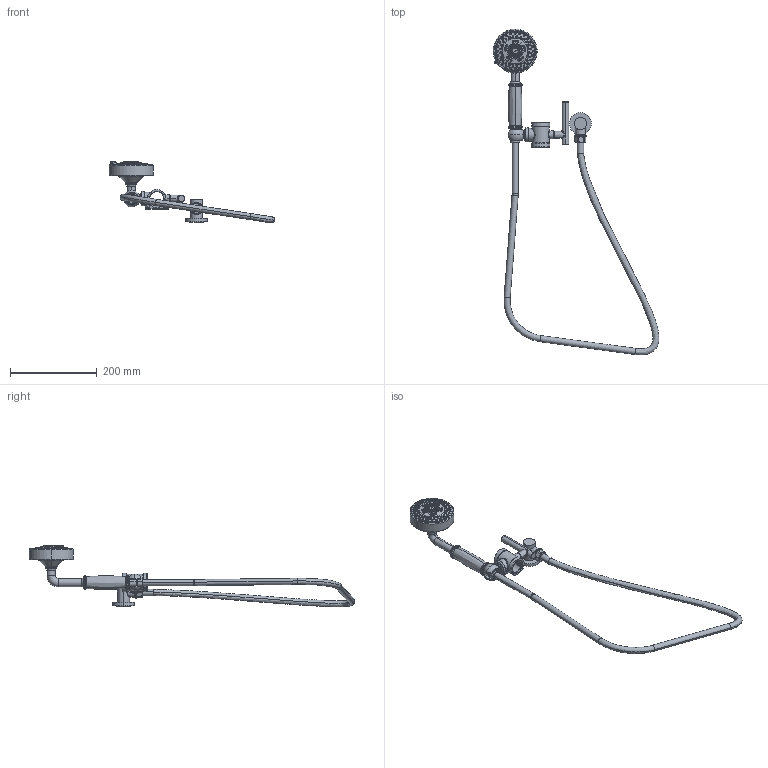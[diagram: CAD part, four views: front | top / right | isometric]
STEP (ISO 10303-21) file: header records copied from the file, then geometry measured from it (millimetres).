
FILE_DESCRIPTION((''),'2;1');
FILE_NAME('990-0443','2020-12-10T15:04:10',('jinson.thomas'),(''),'CREO PARAMETRIC BY PTC INC, 2018400','CREO PARAMETRIC BY PTC INC, 2018400','');
FILE_SCHEMA(('CONFIG_CONTROL_DESIGN'));
Length unit declared in the file: inch
Products named in the file (1): 990-0443
Bounding box: 382.55 x 751.97 x 142.6 mm (x, y, z)
Volume: 711881 mm3; surface area: 155386.4 mm2
Topology: 1 solids, 1 shells, 1372 faces, 2919 edges, 1715 vertices
Faces by surface type: torus 408, cylinder 312, cone 303, plane 184, sphere 86, bspline 79
Entity records: 52751 total; most frequent: CARTESIAN_POINT 23319, DIRECTION 6563, ORIENTED_EDGE 5824, EDGE_CURVE 2912, AXIS2_PLACEMENT_3D 2909, VERTEX_POINT 1715, CIRCLE 1616, EDGE_LOOP 1549
